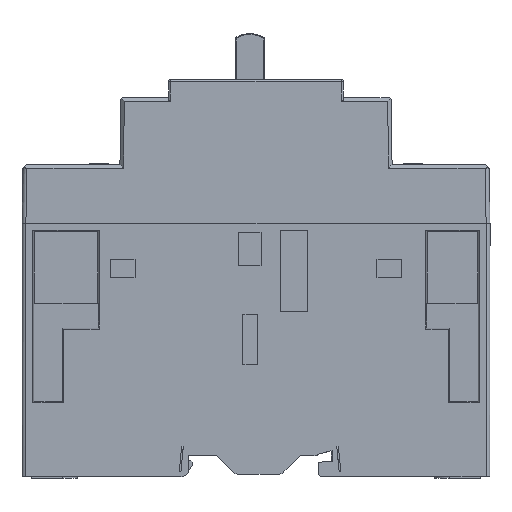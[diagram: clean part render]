
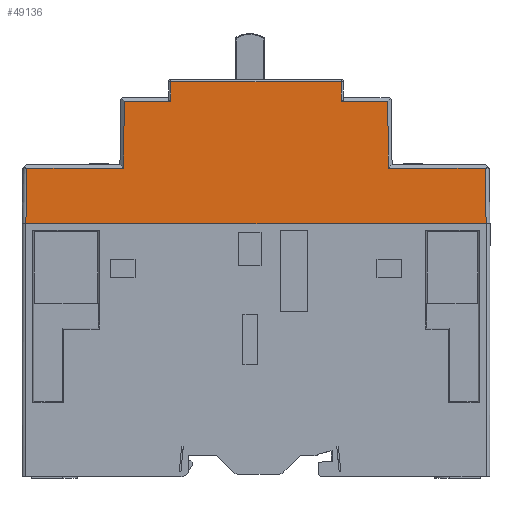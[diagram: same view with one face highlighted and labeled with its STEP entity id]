
A CAD part, front view. The second image highlights one B-rep face of the part: STEP entity #49136.
In plain terms, the highlighted planar face has unit normal (0, -1, 0.007).
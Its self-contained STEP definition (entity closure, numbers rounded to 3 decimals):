
#714=DIRECTION('',(1.,0.,0.));
#715=VECTOR('',#714,44.);
#716=CARTESIAN_POINT('',(-21.999,-31.053,36.603));
#717=LINE('',#716,#715);
#733=DIRECTION('',(0.,-0.007,-1.));
#734=VECTOR('',#733,5.054);
#735=CARTESIAN_POINT('',(22.001,-31.053,36.603));
#736=LINE('',#735,#734);
#999=DIRECTION('',(1.,0.,0.));
#1000=VECTOR('',#999,118.6);
#1001=CARTESIAN_POINT('',(-59.299,-31.309,
0.));
#1002=LINE('',#1001,#1000);
#8180=DIRECTION('',(-0.017,-0.007,-1.));
#8181=VECTOR('',#8180,14.303);
#8182=CARTESIAN_POINT('',(-59.049,-31.209,
14.3));
#8183=LINE('',#8182,#8181);
#8184=DIRECTION('',(-1.,0.,0.));
#8185=VECTOR('',#8184,24.873);
#8186=CARTESIAN_POINT('',(-34.176,-31.209,
14.3));
#8187=LINE('',#8186,#8185);
#8188=DIRECTION('',(-0.015,-0.007,-1.));
#8189=VECTOR('',#8188,17.252);
#8190=CARTESIAN_POINT('',(-33.918,-31.088,
31.55));
#8191=LINE('',#8190,#8189);
#8192=DIRECTION('',(-1.,0.,0.));
#8193=VECTOR('',#8192,11.919);
#8194=CARTESIAN_POINT('',(-21.999,-31.088,
31.55));
#8195=LINE('',#8194,#8193);
#8196=DIRECTION('',(-1.,0.,0.));
#8197=VECTOR('',#8196,11.919);
#8198=CARTESIAN_POINT('',(33.92,-31.088,31.55));
#8199=LINE('',#8198,#8197);
#8200=DIRECTION('',(-0.015,0.007,1.));
#8201=VECTOR('',#8200,17.252);
#8202=CARTESIAN_POINT('',(34.178,-31.209,14.3));
#8203=LINE('',#8202,#8201);
#8204=DIRECTION('',(-1.,0.,0.));
#8205=VECTOR('',#8204,24.873);
#8206=CARTESIAN_POINT('',(59.051,-31.209,14.3));
#8207=LINE('',#8206,#8205);
#8208=DIRECTION('',(-0.017,0.007,1.));
#8209=VECTOR('',#8208,14.303);
#8210=CARTESIAN_POINT('',(59.3,-31.309,
0.));
#8211=LINE('',#8210,#8209);
#8758=DIRECTION('',(0.,0.007,1.));
#8759=VECTOR('',#8758,5.053);
#8760=CARTESIAN_POINT('',(-21.999,-31.088,
31.55));
#8761=LINE('',#8760,#8759);
#8881=CARTESIAN_POINT('',(22.001,-31.088,31.55));
#8895=CARTESIAN_POINT('',(59.051,-31.209,14.3));
#32947=CARTESIAN_POINT('',(-21.999,-31.053,
36.603));
#32949=VERTEX_POINT('',#32947);
#33078=CARTESIAN_POINT('',(-33.918,-31.088,
31.55));
#33079=CARTESIAN_POINT('',(-34.176,-31.209,
14.3));
#33080=VERTEX_POINT('',#33078);
#33081=VERTEX_POINT('',#33079);
#33224=CARTESIAN_POINT('',(22.001,-31.053,
36.603));
#33225=VERTEX_POINT('',#33224);
#33593=CARTESIAN_POINT('',(-21.999,-31.088,
31.55));
#33594=VERTEX_POINT('',#33593);
#33690=VERTEX_POINT('',#8881);
#34076=VERTEX_POINT('',#8895);
#34334=CARTESIAN_POINT('',(34.178,-31.209,
14.3));
#34335=CARTESIAN_POINT('',(33.92,-31.088,
31.55));
#34336=VERTEX_POINT('',#34334);
#34337=VERTEX_POINT('',#34335);
#34590=CARTESIAN_POINT('',(-59.049,-31.209,
14.3));
#34591=VERTEX_POINT('',#34590);
#35198=CARTESIAN_POINT('',(-59.299,-31.309,
0.));
#35199=CARTESIAN_POINT('',(59.3,-31.309,
0.));
#35200=VERTEX_POINT('',#35198);
#35201=VERTEX_POINT('',#35199);
#49111=CARTESIAN_POINT('',(203.275,-30.968,
48.788));
#49112=DIRECTION('',(0.,1.,-0.007));
#49113=DIRECTION('',(0.,0.007,1.));
#49114=AXIS2_PLACEMENT_3D('',#49111,#49112,#49113);
#49115=PLANE('',#49114);
#49116=ORIENTED_EDGE('',*,*,#39301,.F.);
#49117=ORIENTED_EDGE('',*,*,#47211,.F.);
#49118=ORIENTED_EDGE('',*,*,#47195,.F.);
#49120=ORIENTED_EDGE('',*,*,#49119,.F.);
#49122=ORIENTED_EDGE('',*,*,#49121,.F.);
#49124=ORIENTED_EDGE('',*,*,#49123,.T.);
#49125=ORIENTED_EDGE('',*,*,#38627,.T.);
#49126=ORIENTED_EDGE('',*,*,#38657,.T.);
#49128=ORIENTED_EDGE('',*,*,#49127,.F.);
#49129=ORIENTED_EDGE('',*,*,#49099,.F.);
#49131=ORIENTED_EDGE('',*,*,#49130,.F.);
#49133=ORIENTED_EDGE('',*,*,#49132,.F.);
#49134=EDGE_LOOP('',(#49116,#49117,#49118,#49120,#49122,#49124,#49125,#49126,
#49128,#49129,#49131,#49133));
#49135=FACE_OUTER_BOUND('',#49134,.F.);
#49136=ADVANCED_FACE('',(#49135),#49115,.F.);
#38627=EDGE_CURVE('',#32949,#33225,#717,.T.);
#38657=EDGE_CURVE('',#33225,#33690,#736,.T.);
#39301=EDGE_CURVE('',#35200,#35201,#1002,.T.);
#47195=EDGE_CURVE('',#33081,#34591,#8187,.T.);
#47211=EDGE_CURVE('',#34591,#35200,#8183,.T.);
#49099=EDGE_CURVE('',#34336,#34337,#8203,.T.);
#49119=EDGE_CURVE('',#33080,#33081,#8191,.T.);
#49121=EDGE_CURVE('',#33594,#33080,#8195,.T.);
#49123=EDGE_CURVE('',#33594,#32949,#8761,.T.);
#49127=EDGE_CURVE('',#34337,#33690,#8199,.T.);
#49130=EDGE_CURVE('',#34076,#34336,#8207,.T.);
#49132=EDGE_CURVE('',#35201,#34076,#8211,.T.);
